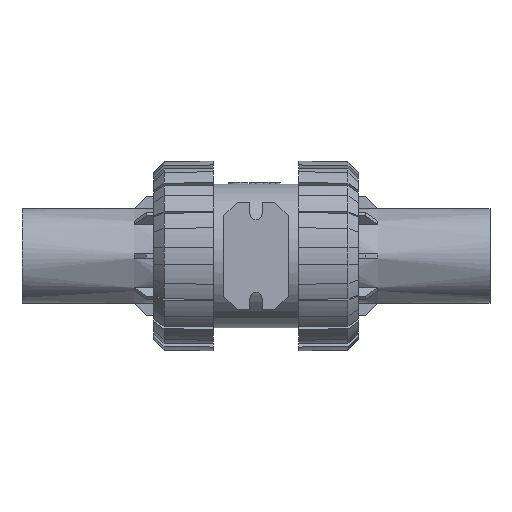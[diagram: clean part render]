
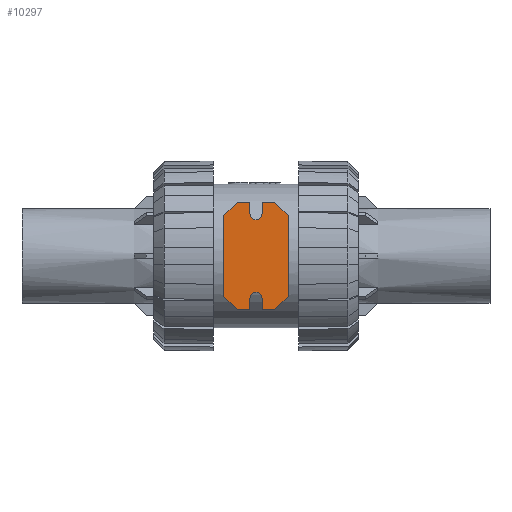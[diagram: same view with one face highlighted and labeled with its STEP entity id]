
A CAD part, front view. The second image highlights one B-rep face of the part: STEP entity #10297.
In plain terms, the highlighted planar face has unit normal (0, -1, 0).
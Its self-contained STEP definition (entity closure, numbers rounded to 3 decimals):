
#815=CIRCLE('',#11117,3.2);
#816=CIRCLE('',#11126,3.2);
#1096=PLANE('',#11130);
#1596=FACE_OUTER_BOUND('',#2146,.T.);
#2146=EDGE_LOOP('',(#8552,#8553,#8554,#8555,#8556,#8557,#8558,#8559,#8560,
#8561,#8562,#8563,#8564,#8565,#8566,#8567));
#2767=LINE('',#20520,#3434);
#2819=LINE('',#20635,#3486);
#2821=LINE('',#20639,#3488);
#2823=LINE('',#20643,#3490);
#2826=LINE('',#20651,#3493);
#2828=LINE('',#20655,#3495);
#2830=LINE('',#20659,#3497);
#2832=LINE('',#20663,#3499);
#2834=LINE('',#20667,#3501);
#2836=LINE('',#20671,#3503);
#2838=LINE('',#20675,#3505);
#2841=LINE('',#20683,#3508);
#2843=LINE('',#20687,#3510);
#2844=LINE('',#20689,#3511);
#3434=VECTOR('',#13102,1.);
#3486=VECTOR('',#13210,1.);
#3488=VECTOR('',#13214,1.);
#3490=VECTOR('',#13218,1.);
#3493=VECTOR('',#13227,1.);
#3495=VECTOR('',#13231,1.);
#3497=VECTOR('',#13235,1.);
#3499=VECTOR('',#13239,1.);
#3501=VECTOR('',#13243,1.);
#3503=VECTOR('',#13247,1.);
#3505=VECTOR('',#13251,1.);
#3508=VECTOR('',#13260,1.);
#3510=VECTOR('',#13264,1.);
#3511=VECTOR('',#13267,1.);
#4525=VERTEX_POINT('',#20517);
#4526=VERTEX_POINT('',#20519);
#4561=VERTEX_POINT('',#20633);
#4562=VERTEX_POINT('',#20637);
#4563=VERTEX_POINT('',#20641);
#4564=VERTEX_POINT('',#20645);
#4565=VERTEX_POINT('',#20649);
#4566=VERTEX_POINT('',#20653);
#4567=VERTEX_POINT('',#20657);
#4568=VERTEX_POINT('',#20661);
#4569=VERTEX_POINT('',#20665);
#4570=VERTEX_POINT('',#20669);
#4571=VERTEX_POINT('',#20673);
#4572=VERTEX_POINT('',#20677);
#4573=VERTEX_POINT('',#20681);
#4574=VERTEX_POINT('',#20685);
#5877=EDGE_CURVE('',#4526,#4525,#2767,.T.);
#5935=EDGE_CURVE('',#4525,#4561,#2819,.T.);
#5937=EDGE_CURVE('',#4561,#4562,#2821,.T.);
#5939=EDGE_CURVE('',#4562,#4563,#2823,.T.);
#5941=EDGE_CURVE('',#4563,#4564,#815,.T.);
#5943=EDGE_CURVE('',#4564,#4565,#2826,.T.);
#5945=EDGE_CURVE('',#4565,#4566,#2828,.T.);
#5947=EDGE_CURVE('',#4566,#4567,#2830,.T.);
#5949=EDGE_CURVE('',#4567,#4568,#2832,.T.);
#5951=EDGE_CURVE('',#4568,#4569,#2834,.T.);
#5953=EDGE_CURVE('',#4569,#4570,#2836,.T.);
#5955=EDGE_CURVE('',#4570,#4571,#2838,.T.);
#5957=EDGE_CURVE('',#4571,#4572,#816,.T.);
#5959=EDGE_CURVE('',#4572,#4573,#2841,.T.);
#5961=EDGE_CURVE('',#4573,#4574,#2843,.T.);
#5962=EDGE_CURVE('',#4574,#4526,#2844,.T.);
#8552=ORIENTED_EDGE('',*,*,#5877,.T.);
#8553=ORIENTED_EDGE('',*,*,#5935,.T.);
#8554=ORIENTED_EDGE('',*,*,#5937,.T.);
#8555=ORIENTED_EDGE('',*,*,#5939,.T.);
#8556=ORIENTED_EDGE('',*,*,#5941,.T.);
#8557=ORIENTED_EDGE('',*,*,#5943,.T.);
#8558=ORIENTED_EDGE('',*,*,#5945,.T.);
#8559=ORIENTED_EDGE('',*,*,#5947,.T.);
#8560=ORIENTED_EDGE('',*,*,#5949,.T.);
#8561=ORIENTED_EDGE('',*,*,#5951,.T.);
#8562=ORIENTED_EDGE('',*,*,#5953,.T.);
#8563=ORIENTED_EDGE('',*,*,#5955,.T.);
#8564=ORIENTED_EDGE('',*,*,#5957,.T.);
#8565=ORIENTED_EDGE('',*,*,#5959,.T.);
#8566=ORIENTED_EDGE('',*,*,#5961,.T.);
#8567=ORIENTED_EDGE('',*,*,#5962,.T.);
#10297=ADVANCED_FACE('',(#1596),#1096,.F.);
#11117=AXIS2_PLACEMENT_3D('',#20647,#13222,#13223);
#11126=AXIS2_PLACEMENT_3D('',#20679,#13255,#13256);
#11130=AXIS2_PLACEMENT_3D('',#20690,#13268,#13269);
#13102=DIRECTION('',(0.,0.,-1.));
#13210=DIRECTION('',(0.707,0.,-0.707));
#13214=DIRECTION('',(1.,0.,0.));
#13218=DIRECTION('',(0.,0.,1.));
#13222=DIRECTION('center_axis',(0.,1.,0.));
#13223=DIRECTION('ref_axis',(-1.,0.,0.));
#13227=DIRECTION('',(0.,0.,-1.));
#13231=DIRECTION('',(1.,0.,0.));
#13235=DIRECTION('',(0.707,0.,0.707));
#13239=DIRECTION('',(0.,0.,1.));
#13243=DIRECTION('',(-0.707,0.,0.707));
#13247=DIRECTION('',(-1.,0.,0.));
#13251=DIRECTION('',(0.,0.,-1.));
#13255=DIRECTION('center_axis',(0.,1.,0.));
#13256=DIRECTION('ref_axis',(1.,0.,0.));
#13260=DIRECTION('',(0.,0.,1.));
#13264=DIRECTION('',(-1.,0.,0.));
#13267=DIRECTION('',(-0.707,0.,-0.707));
#13268=DIRECTION('center_axis',(0.,1.,0.));
#13269=DIRECTION('ref_axis',(1.,0.,0.));
#20517=CARTESIAN_POINT('',(-17.,-56.,-21.5));
#20519=CARTESIAN_POINT('',(-17.,-56.,21.5));
#20520=CARTESIAN_POINT('',(-17.,-56.,0.));
#20633=CARTESIAN_POINT('',(-10.,-56.,-28.5));
#20635=CARTESIAN_POINT('',(-17.,-56.,-21.5));
#20637=CARTESIAN_POINT('',(-3.2,-56.,-28.5));
#20639=CARTESIAN_POINT('',(-10.,-56.,-28.5));
#20641=CARTESIAN_POINT('',(-3.2,-56.,-22.5));
#20643=CARTESIAN_POINT('',(-3.2,-56.,-28.5));
#20645=CARTESIAN_POINT('',(3.2,-56.,-22.5));
#20647=CARTESIAN_POINT('Origin',(0.,-56.,-22.5));
#20649=CARTESIAN_POINT('',(3.2,-56.,-28.5));
#20651=CARTESIAN_POINT('',(3.2,-56.,-22.5));
#20653=CARTESIAN_POINT('',(10.,-56.,-28.5));
#20655=CARTESIAN_POINT('',(3.2,-56.,-28.5));
#20657=CARTESIAN_POINT('',(17.,-56.,-21.5));
#20659=CARTESIAN_POINT('',(10.,-56.,-28.5));
#20661=CARTESIAN_POINT('',(17.,-56.,21.5));
#20663=CARTESIAN_POINT('',(17.,-56.,-21.5));
#20665=CARTESIAN_POINT('',(10.,-56.,28.5));
#20667=CARTESIAN_POINT('',(17.,-56.,21.5));
#20669=CARTESIAN_POINT('',(3.2,-56.,28.5));
#20671=CARTESIAN_POINT('',(10.,-56.,28.5));
#20673=CARTESIAN_POINT('',(3.2,-56.,22.5));
#20675=CARTESIAN_POINT('',(3.2,-56.,28.5));
#20677=CARTESIAN_POINT('',(-3.2,-56.,22.5));
#20679=CARTESIAN_POINT('Origin',(0.,-56.,22.5));
#20681=CARTESIAN_POINT('',(-3.2,-56.,28.5));
#20683=CARTESIAN_POINT('',(-3.2,-56.,22.5));
#20685=CARTESIAN_POINT('',(-10.,-56.,28.5));
#20687=CARTESIAN_POINT('',(-3.2,-56.,28.5));
#20689=CARTESIAN_POINT('',(-10.,-56.,28.5));
#20690=CARTESIAN_POINT('Origin',(0.,-56.,0.));
